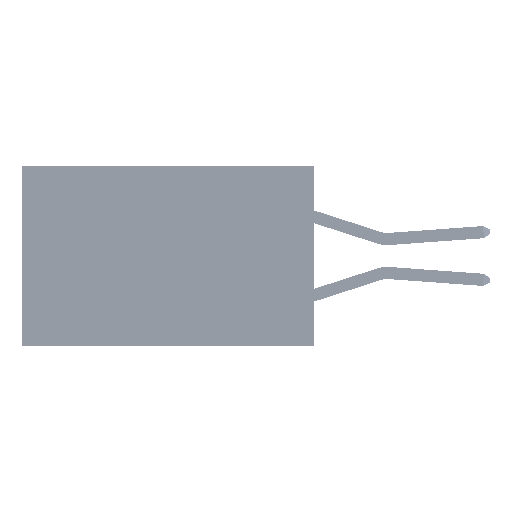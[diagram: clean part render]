
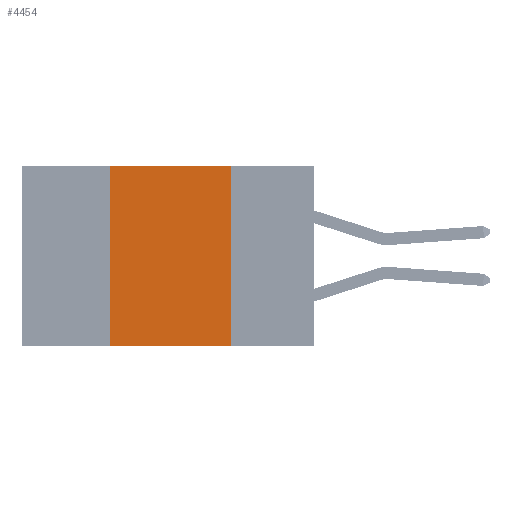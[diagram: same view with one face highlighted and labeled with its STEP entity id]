
A CAD part, left-side view. The second image highlights one B-rep face of the part: STEP entity #4454.
In plain terms, the highlighted planar face has unit normal (-1, 0, 0).
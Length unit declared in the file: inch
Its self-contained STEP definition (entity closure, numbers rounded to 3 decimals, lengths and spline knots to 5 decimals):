
#945 = LINE ( 'NONE', #41539, #2045 ) ;
#2045 = VECTOR ( 'NONE', #42586, 39.37008 ) ;
#2802 = ORIENTED_EDGE ( 'NONE', *, *, #35063, .F. ) ;
#4454 = ADVANCED_FACE ( 'NONE', ( #20764 ), #37976, .F. ) ;
#4946 = CARTESIAN_POINT ( 'NONE',  ( 0., 0.42, 0. ) ) ;
#5100 = DIRECTION ( 'NONE',  ( 0., 0., 1. ) ) ;
#10346 = DIRECTION ( 'NONE',  ( 0., -1., 0. ) ) ;
#13841 = VECTOR ( 'NONE', #10346, 39.37008 ) ;
#15626 = CARTESIAN_POINT ( 'NONE',  ( 0., 0.17, -0.37 ) ) ;
#16938 = VERTEX_POINT ( 'NONE', #15626 ) ;
#17192 = EDGE_CURVE ( 'NONE', #44904, #16938, #18447, .T. ) ;
#17924 = CARTESIAN_POINT ( 'NONE',  ( 0., 0.42, -0.37 ) ) ;
#18447 = LINE ( 'NONE', #38953, #46154 ) ;
#20764 = FACE_OUTER_BOUND ( 'NONE', #43226, .T. ) ;
#23247 = VERTEX_POINT ( 'NONE', #17924 ) ;
#23767 = EDGE_CURVE ( 'NONE', #23247, #16938, #33049, .T. ) ;
#24020 = CARTESIAN_POINT ( 'NONE',  ( 0., 0.42, 0. ) ) ;
#25010 = ORIENTED_EDGE ( 'NONE', *, *, #28823, .F. ) ;
#26928 = DIRECTION ( 'NONE',  ( 0., 0., -1. ) ) ;
#27241 = CARTESIAN_POINT ( 'NONE',  ( 0., 0.6, 0. ) ) ;
#28823 = EDGE_CURVE ( 'NONE', #23247, #31903, #35358, .T. ) ;
#31903 = VERTEX_POINT ( 'NONE', #24020 ) ;
#31997 = AXIS2_PLACEMENT_3D ( 'NONE', #27241, #41586, #26928 ) ;
#32455 = ORIENTED_EDGE ( 'NONE', *, *, #17192, .F. ) ;
#32833 = CARTESIAN_POINT ( 'NONE',  ( 0., 0.17, 0. ) ) ;
#33049 = LINE ( 'NONE', #35133, #13841 ) ;
#35063 = EDGE_CURVE ( 'NONE', #31903, #44904, #945, .T. ) ;
#35133 = CARTESIAN_POINT ( 'NONE',  ( 0., 0.6, -0.37 ) ) ;
#35358 = LINE ( 'NONE', #4946, #42673 ) ;
#37976 = PLANE ( 'NONE',  #31997 ) ;
#38953 = CARTESIAN_POINT ( 'NONE',  ( 0., 0.17, 0. ) ) ;
#39107 = DIRECTION ( 'NONE',  ( 0., 0., -1. ) ) ;
#41539 = CARTESIAN_POINT ( 'NONE',  ( 0., 0.6, 0. ) ) ;
#41586 = DIRECTION ( 'NONE',  ( 1., 0., 0. ) ) ;
#42586 = DIRECTION ( 'NONE',  ( 0., -1., 0. ) ) ;
#42673 = VECTOR ( 'NONE', #5100, 39.37008 ) ;
#43226 = EDGE_LOOP ( 'NONE', ( #32455, #2802, #25010, #43561 ) ) ;
#43561 = ORIENTED_EDGE ( 'NONE', *, *, #23767, .T. ) ;
#44904 = VERTEX_POINT ( 'NONE', #32833 ) ;
#46154 = VECTOR ( 'NONE', #39107, 39.37008 ) ;
